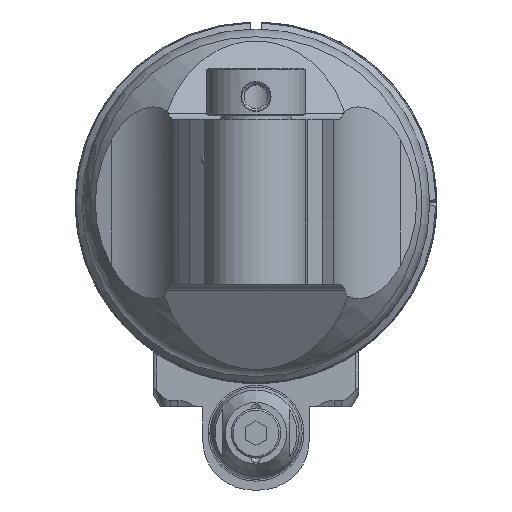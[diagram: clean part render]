
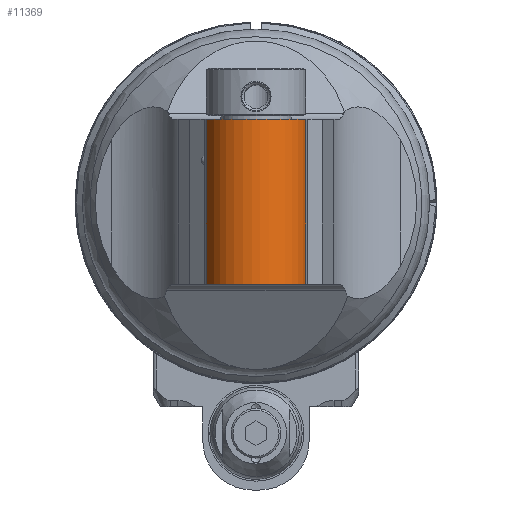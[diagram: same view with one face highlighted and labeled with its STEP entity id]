
A CAD part, front view. The second image highlights one B-rep face of the part: STEP entity #11369.
In plain terms, the highlighted cylindrical face has radius 14.5 mm (diameter 29 mm), a partial arc.
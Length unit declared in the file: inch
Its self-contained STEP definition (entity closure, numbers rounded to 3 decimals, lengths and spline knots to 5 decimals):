
#692=CYLINDRICAL_SURFACE('',#12198,0.57087);
#904=CIRCLE('',#12136,0.57087);
#923=CIRCLE('',#12173,0.57087);
#1634=FACE_OUTER_BOUND('',#2369,.T.);
#2369=EDGE_LOOP('',(#7864,#7865,#7866,#7867));
#3263=LINE('',#17627,#4055);
#3264=LINE('',#17629,#4056);
#4055=VECTOR('',#13794,1.83071);
#4056=VECTOR('',#13797,1.83071);
#4806=VERTEX_POINT('',#17294);
#4807=VERTEX_POINT('',#17296);
#4832=VERTEX_POINT('',#17448);
#4833=VERTEX_POINT('',#17450);
#5963=EDGE_CURVE('',#4807,#4806,#904,.T.);
#6003=EDGE_CURVE('',#4832,#4833,#923,.T.);
#6048=EDGE_CURVE('',#4806,#4833,#3263,.T.);
#6049=EDGE_CURVE('',#4832,#4807,#3264,.T.);
#7864=ORIENTED_EDGE('',*,*,#6048,.T.);
#7865=ORIENTED_EDGE('',*,*,#6003,.F.);
#7866=ORIENTED_EDGE('',*,*,#6049,.T.);
#7867=ORIENTED_EDGE('',*,*,#5963,.T.);
#11369=ADVANCED_FACE('',(#1634),#692,.T.);
#12136=AXIS2_PLACEMENT_3D('',#17297,#13629,#13630);
#12173=AXIS2_PLACEMENT_3D('',#17451,#13720,#13721);
#12198=AXIS2_PLACEMENT_3D('',#17628,#13795,#13796);
#13629=DIRECTION('center_axis',(0.,0.,-1.));
#13630=DIRECTION('ref_axis',(0.966,-0.259,0.));
#13720=DIRECTION('center_axis',(0.,0.,-1.));
#13721=DIRECTION('ref_axis',(0.966,-0.259,0.));
#13794=DIRECTION('',(0.,0.,-1.));
#13795=DIRECTION('center_axis',(0.,0.,-1.));
#13796=DIRECTION('ref_axis',(0.,-1.,0.));
#13797=DIRECTION('',(0.,0.,1.));
#17294=CARTESIAN_POINT('',(-0.55141,-0.14775,0.9252));
#17296=CARTESIAN_POINT('',(0.55141,-0.14775,0.9252));
#17297=CARTESIAN_POINT('Origin',(0.,0.,0.9252));
#17448=CARTESIAN_POINT('',(0.55141,-0.14775,-0.90551));
#17450=CARTESIAN_POINT('',(-0.55141,-0.14775,-0.90551));
#17451=CARTESIAN_POINT('Origin',(0.,0.,-0.90551));
#17627=CARTESIAN_POINT('',(-0.55141,-0.14775,0.9252));
#17628=CARTESIAN_POINT('Origin',(0.,0.,2.63591));
#17629=CARTESIAN_POINT('',(0.55141,-0.14775,-0.90551));
